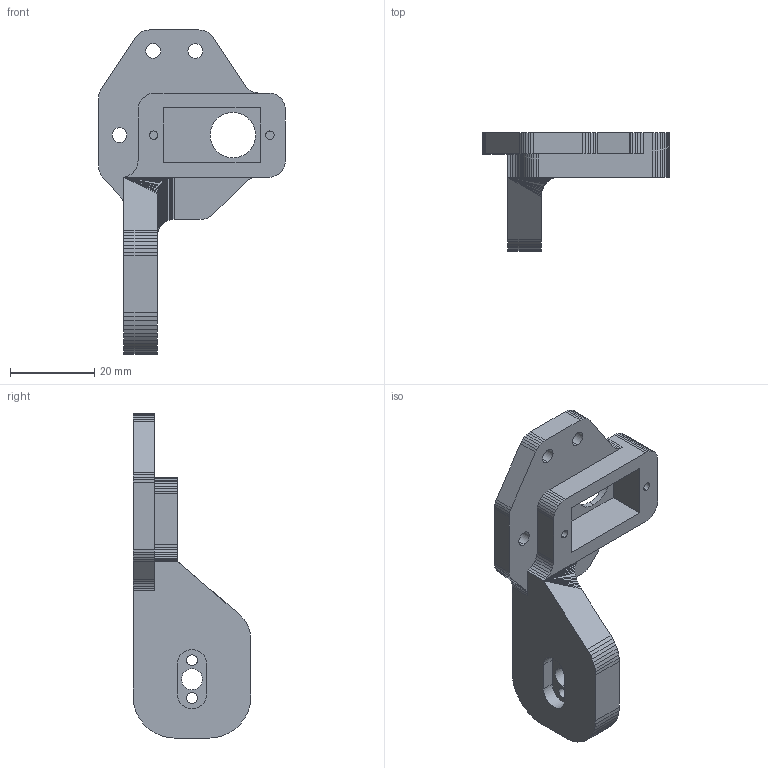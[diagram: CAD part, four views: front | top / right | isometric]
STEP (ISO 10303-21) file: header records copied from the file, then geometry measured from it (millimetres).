
FILE_DESCRIPTION (( 'STEP AP203' ), '1' );
FILE_NAME ('Gripper base_Default_sldprt.STEP', '2023-04-09T13:48:27', ( '' ), ( '' ), 'SwSTEP 2.0', 'SolidWorks 2019', '' );
FILE_SCHEMA (( 'CONFIG_CONTROL_DESIGN' ));
Length unit declared in the file: millimetre
Products named in the file (1): Gripper base_Default_sldprt
Bounding box: 44.4 x 28 x 77 mm (x, y, z)
Volume: 15717.8 mm3; surface area: 7858 mm2
Topology: 1 solids, 1 shells, 271 faces, 661 edges, 396 vertices
Faces by surface type: plane 250, cylinder 21
Entity records: 7750 total; most frequent: CARTESIAN_POINT 1329, ORIENTED_EDGE 1322, DIRECTION 1247, EDGE_CURVE 661, LINE 619, VECTOR 619, VERTEX_POINT 396, AXIS2_PLACEMENT_3D 314
